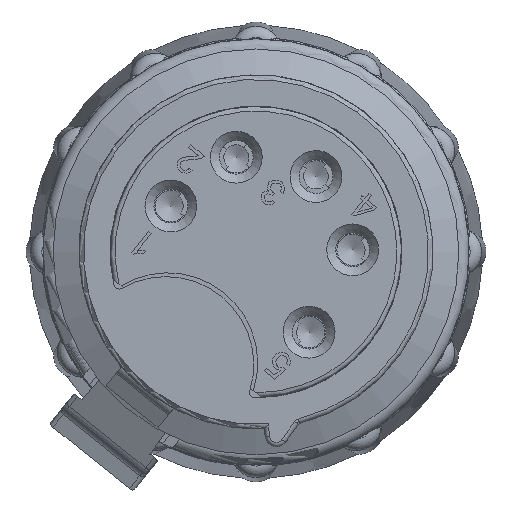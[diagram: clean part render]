
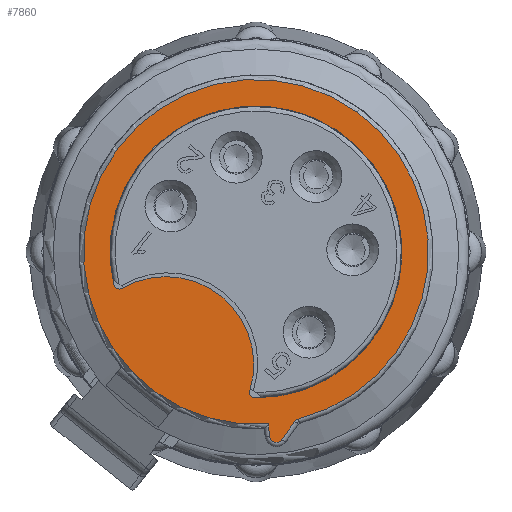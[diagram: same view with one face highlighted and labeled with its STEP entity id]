
A CAD part, left-side view. The second image highlights one B-rep face of the part: STEP entity #7860.
In plain terms, the highlighted planar face has unit normal (-1, 0, 0).
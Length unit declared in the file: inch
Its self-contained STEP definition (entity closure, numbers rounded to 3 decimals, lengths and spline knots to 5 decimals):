
#318=LINE('',#28403,#746);
#320=LINE('',#28415,#748);
#746=VECTOR('',#9714,0.02189);
#748=VECTOR('',#9728,0.03851);
#1230=FACE_BOUND('',#2156,.T.);
#1349=PLANE('',#8430);
#1774=FACE_OUTER_BOUND('',#2155,.T.);
#2155=EDGE_LOOP('',(#7131,#7132,#7133,#7134,#7135));
#2156=EDGE_LOOP('',(#7136,#7137,#7138,#7139));
#2454=CIRCLE('',#8415,0.30118);
#2457=CIRCLE('',#8420,0.01181);
#2463=CIRCLE('',#8431,0.01181);
#2464=CIRCLE('',#8432,0.15354);
#2465=CIRCLE('',#8433,0.00984);
#2466=CIRCLE('',#8434,0.25492);
#2467=CIRCLE('',#8435,0.00984);
#3821=VERTEX_POINT('',#28378);
#3824=VERTEX_POINT('',#28383);
#3826=VERTEX_POINT('',#28401);
#3828=VERTEX_POINT('',#28407);
#3829=VERTEX_POINT('',#28412);
#3837=VERTEX_POINT('',#28438);
#3838=VERTEX_POINT('',#28439);
#3839=VERTEX_POINT('',#28441);
#3840=VERTEX_POINT('',#28443);
#5130=EDGE_CURVE('',#3824,#3821,#2454,.T.);
#5132=EDGE_CURVE('',#3826,#3824,#318,.T.);
#5135=EDGE_CURVE('',#3828,#3826,#2457,.T.);
#5138=EDGE_CURVE('',#3829,#3828,#320,.T.);
#5150=EDGE_CURVE('',#3821,#3829,#2463,.T.);
#5151=EDGE_CURVE('',#3837,#3838,#2464,.T.);
#5152=EDGE_CURVE('',#3839,#3838,#2465,.T.);
#5153=EDGE_CURVE('',#3839,#3840,#2466,.T.);
#5154=EDGE_CURVE('',#3837,#3840,#2467,.T.);
#7131=ORIENTED_EDGE('',*,*,#5130,.F.);
#7132=ORIENTED_EDGE('',*,*,#5132,.F.);
#7133=ORIENTED_EDGE('',*,*,#5135,.F.);
#7134=ORIENTED_EDGE('',*,*,#5138,.F.);
#7135=ORIENTED_EDGE('',*,*,#5150,.F.);
#7136=ORIENTED_EDGE('',*,*,#5151,.T.);
#7137=ORIENTED_EDGE('',*,*,#5152,.F.);
#7138=ORIENTED_EDGE('',*,*,#5153,.T.);
#7139=ORIENTED_EDGE('',*,*,#5154,.F.);
#7860=ADVANCED_FACE('',(#1774,#1230),#1349,.T.);
#8415=AXIS2_PLACEMENT_3D('',#28398,#9708,#9709);
#8420=AXIS2_PLACEMENT_3D('',#28409,#9720,#9721);
#8430=AXIS2_PLACEMENT_3D('',#28436,#9749,#9750);
#8431=AXIS2_PLACEMENT_3D('',#28437,#9751,#9752);
#8432=AXIS2_PLACEMENT_3D('',#28440,#9753,#9754);
#8433=AXIS2_PLACEMENT_3D('',#28442,#9755,#9756);
#8434=AXIS2_PLACEMENT_3D('',#28444,#9757,#9758);
#8435=AXIS2_PLACEMENT_3D('',#28445,#9759,#9760);
#9708=DIRECTION('center_axis',(1.,0.,0.));
#9709=DIRECTION('ref_axis',(0.,0.148,0.989));
#9714=DIRECTION('',(0.,0.11,0.994));
#9720=DIRECTION('center_axis',(1.,0.,0.));
#9721=DIRECTION('ref_axis',(0.,0.253,-0.968));
#9728=DIRECTION('',(0.,0.582,-0.813));
#9749=DIRECTION('center_axis',(-1.,0.,0.));
#9750=DIRECTION('ref_axis',(0.,-0.781,-0.625));
#9751=DIRECTION('center_axis',(-1.,0.,0.));
#9752=DIRECTION('ref_axis',(0.,0.564,0.826));
#9753=DIRECTION('center_axis',(-1.,0.,0.));
#9754=DIRECTION('ref_axis',(0.,-0.708,-0.706));
#9755=DIRECTION('center_axis',(-1.,0.,0.));
#9756=DIRECTION('ref_axis',(0.,0.4,-0.917));
#9757=DIRECTION('center_axis',(1.,0.,0.));
#9758=DIRECTION('ref_axis',(0.,0.781,0.625));
#9759=DIRECTION('center_axis',(-1.,0.,0.));
#9760=DIRECTION('ref_axis',(0.,0.807,-0.591));
#28378=CARTESIAN_POINT('',(-0.55962,-0.08276,-0.29186));
#28383=CARTESIAN_POINT('',(-0.55962,-0.02989,-0.30041));
#28398=CARTESIAN_POINT('Origin',(-0.55962,-0.0084,
0.));
#28401=CARTESIAN_POINT('',(-0.55962,-0.03231,-0.32216));
#28403=CARTESIAN_POINT('',(-0.55962,-0.00766,-0.10028));
#28407=CARTESIAN_POINT('',(-0.55962,-0.05365,-0.32774));
#28409=CARTESIAN_POINT('Origin',(-0.55962,-0.04405,
-0.32086));
#28412=CARTESIAN_POINT('',(-0.55962,-0.07607,-0.29643));
#28415=CARTESIAN_POINT('',(-0.55962,-0.16847,-0.16738));
#28436=CARTESIAN_POINT('Origin',(-0.55962,-0.10494,
0.12066));
#28437=CARTESIAN_POINT('Origin',(-0.55962,-0.08567,
-0.3033));
#28438=CARTESIAN_POINT('',(-0.55962,0.00233,-0.24216));
#28439=CARTESIAN_POINT('',(-0.55962,0.2255,-0.06362));
#28440=CARTESIAN_POINT('Origin',(-0.55962,0.149,-0.19675));
#28441=CARTESIAN_POINT('',(-0.55962,0.24,-0.0573));
#28442=CARTESIAN_POINT('Origin',(-0.55962,0.2304,-0.05509));
#28443=CARTESIAN_POINT('',(-0.55962,-0.00702,-0.25492));
#28444=CARTESIAN_POINT('Origin',(-0.55962,-0.0084,
0.));
#28445=CARTESIAN_POINT('Origin',(-0.55962,-0.00707,
-0.24508));
